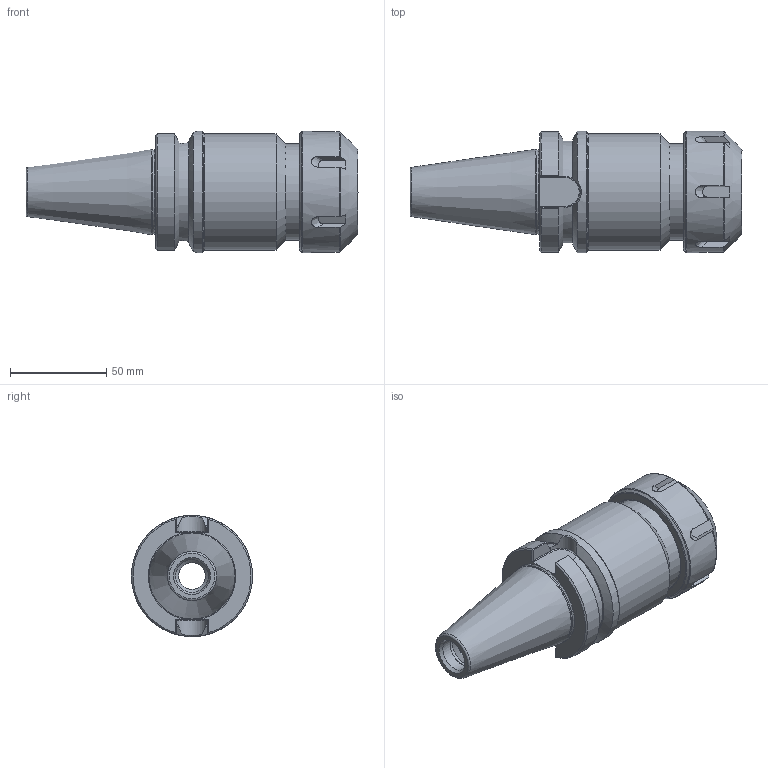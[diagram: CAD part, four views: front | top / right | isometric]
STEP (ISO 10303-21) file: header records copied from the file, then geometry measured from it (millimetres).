
FILE_DESCRIPTION((''),'2;1');
FILE_NAME('B40-40ERC422.stp','2014-06-02T15:37:16',('anddod'),(''),'Autodesk Inventor 2012','Autodesk Inventor 2012','');
FILE_SCHEMA(('AUTOMOTIVE_DESIGN { 1 0 10303 214 1 1 1 1 }'));
Length unit declared in the file: inch
Products named in the file (3): B40-40ERC422; B40-40ER4-1; 40ERCN
Assembly tree (2 placements, depth 2):
  B40-40ERC422
    B40-40ER4-1
    40ERCN
Bounding box: 172.59 x 62.99 x 62.99 mm (x, y, z)
Volume: 237909 mm3; surface area: 54719.6 mm2
Topology: 2 solids, 2 shells, 129 faces, 317 edges, 200 vertices
Faces by surface type: plane 50, cylinder 31, cone 22, torus 18, bspline 8
Full cylindrical faces by diameter (mm): 13.843 x1, 17.013 x1, 17.623 x1, 26.848 x1, 30.988 x1, 33.338 x2, 36.513 x1, 38.1 x1, 41.148 x1, 43.942 x1, 48.666 x1, 50 x1, 50.292 x1, 60.325 x1, 62.979 x1, 62.992 x1
Entity records: 4074 total; most frequent: CARTESIAN_POINT 1190, DIRECTION 548, ORIENTED_EDGE 534, EDGE_CURVE 267, AXIS2_PLACEMENT_3D 231, VERTEX_POINT 193, EDGE_LOOP 184, FACE_OUTER_BOUND 129
